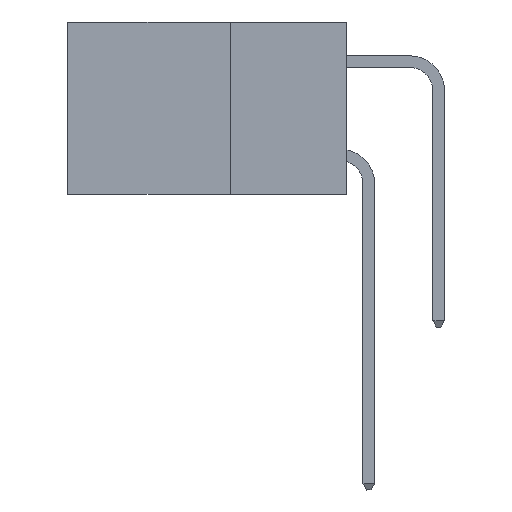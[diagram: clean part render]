
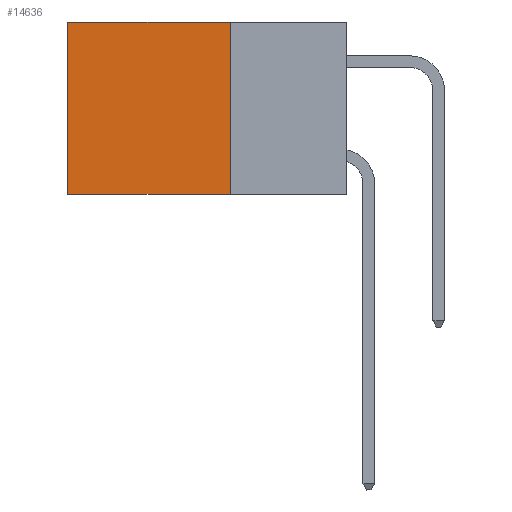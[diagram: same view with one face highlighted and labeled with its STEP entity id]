
A CAD part, left-side view. The second image highlights one B-rep face of the part: STEP entity #14636.
In plain terms, the highlighted planar face has unit normal (-1, 0, 0).
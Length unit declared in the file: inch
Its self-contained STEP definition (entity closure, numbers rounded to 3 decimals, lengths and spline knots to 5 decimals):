
#693 = DIRECTION ( 'NONE',  ( 0., 1., 0. ) ) ;
#849 = CARTESIAN_POINT ( 'NONE',  ( 0.2875, 0.25, 0. ) ) ;
#929 = CARTESIAN_POINT ( 'NONE',  ( 0.2875, 0.25, 0. ) ) ;
#1882 = ORIENTED_EDGE ( 'NONE', *, *, #16010, .F. ) ;
#2810 = CARTESIAN_POINT ( 'NONE',  ( 0.2875, 0.25, 0. ) ) ;
#2925 = VERTEX_POINT ( 'NONE', #22649 ) ;
#3014 = CARTESIAN_POINT ( 'NONE',  ( 0.2875, 0.25, 0. ) ) ;
#4054 = FACE_OUTER_BOUND ( 'NONE', #5269, .T. ) ;
#4476 = ORIENTED_EDGE ( 'NONE', *, *, #9415, .T. ) ;
#5021 = VERTEX_POINT ( 'NONE', #7689 ) ;
#5269 = EDGE_LOOP ( 'NONE', ( #4476, #1882, #5431, #21655 ) ) ;
#5431 = ORIENTED_EDGE ( 'NONE', *, *, #18948, .F. ) ;
#5897 = DIRECTION ( 'NONE',  ( 0., 1., 0. ) ) ;
#5944 = EDGE_CURVE ( 'NONE', #17864, #5021, #21937, .T. ) ;
#7689 = CARTESIAN_POINT ( 'NONE',  ( 0.2875, 0.6, 0. ) ) ;
#7708 = CARTESIAN_POINT ( 'NONE',  ( 0.2875, 0.25, -0.37 ) ) ;
#7736 = LINE ( 'NONE', #9814, #11645 ) ;
#9415 = EDGE_CURVE ( 'NONE', #5021, #2925, #15131, .T. ) ;
#9814 = CARTESIAN_POINT ( 'NONE',  ( 0.2875, 0.25, -0.37 ) ) ;
#9906 = DIRECTION ( 'NONE',  ( 0., 0., -1. ) ) ;
#10258 = LINE ( 'NONE', #3014, #19804 ) ;
#11237 = DIRECTION ( 'NONE',  ( 0., 0., -1. ) ) ;
#11645 = VECTOR ( 'NONE', #5897, 39.37008 ) ;
#11692 = CARTESIAN_POINT ( 'NONE',  ( 0.2875, 0.6, 0. ) ) ;
#13868 = VERTEX_POINT ( 'NONE', #7708 ) ;
#14636 = ADVANCED_FACE ( 'NONE', ( #4054 ), #20127, .F. ) ;
#15131 = LINE ( 'NONE', #11692, #16065 ) ;
#16010 = EDGE_CURVE ( 'NONE', #13868, #2925, #7736, .T. ) ;
#16065 = VECTOR ( 'NONE', #11237, 39.37008 ) ;
#16147 = VECTOR ( 'NONE', #693, 39.37008 ) ;
#16459 = DIRECTION ( 'NONE',  ( 0., 0., -1. ) ) ;
#17825 = AXIS2_PLACEMENT_3D ( 'NONE', #2810, #19905, #16459 ) ;
#17864 = VERTEX_POINT ( 'NONE', #849 ) ;
#18948 = EDGE_CURVE ( 'NONE', #17864, #13868, #10258, .T. ) ;
#19804 = VECTOR ( 'NONE', #9906, 39.37008 ) ;
#19905 = DIRECTION ( 'NONE',  ( 1., 0., 0. ) ) ;
#20127 = PLANE ( 'NONE',  #17825 ) ;
#21655 = ORIENTED_EDGE ( 'NONE', *, *, #5944, .T. ) ;
#21937 = LINE ( 'NONE', #929, #16147 ) ;
#22649 = CARTESIAN_POINT ( 'NONE',  ( 0.2875, 0.6, -0.37 ) ) ;
